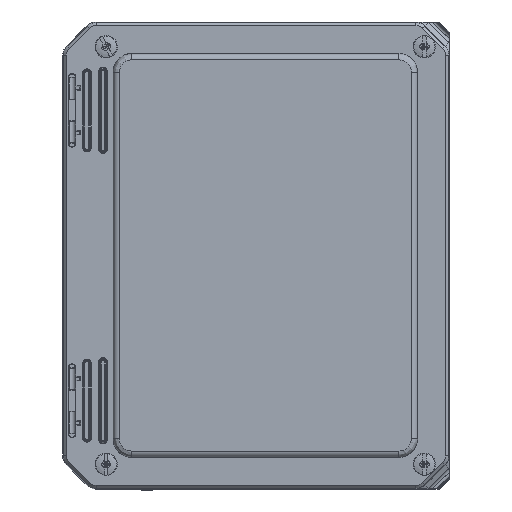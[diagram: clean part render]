
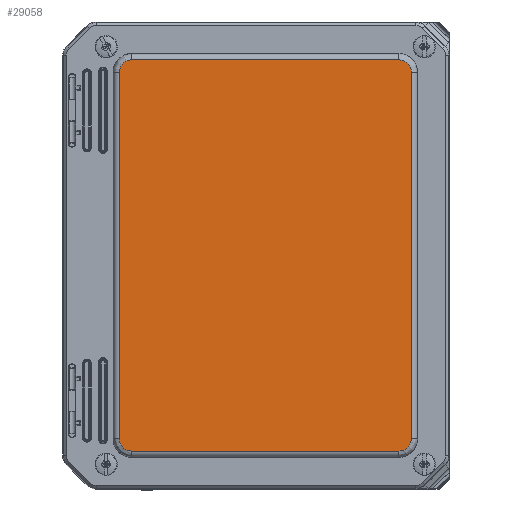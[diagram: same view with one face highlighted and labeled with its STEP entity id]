
A CAD part, top view. The second image highlights one B-rep face of the part: STEP entity #29058.
In plain terms, the highlighted face is planar.
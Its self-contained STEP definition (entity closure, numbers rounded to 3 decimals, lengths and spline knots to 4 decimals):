
#948=ELLIPSE('',#32438,0.2501,0.25);
#951=ELLIPSE('',#32442,0.2501,0.25);
#952=ELLIPSE('',#32448,0.2501,0.25);
#955=ELLIPSE('',#32452,0.2501,0.25);
#4178=LINE('',#70006,#6169);
#4180=LINE('',#70174,#6171);
#4183=LINE('',#70181,#6174);
#4185=LINE('',#70354,#6176);
#6169=VECTOR('',#40759,5.3847);
#6171=VECTOR('',#40779,7.3847);
#6174=VECTOR('',#40786,7.3847);
#6176=VECTOR('',#40802,5.3847);
#6865=PLANE('',#32458);
#8708=FACE_OUTER_BOUND('',#10611,.T.);
#10611=EDGE_LOOP('',(#26609,#26610,#26611,#26612,#26613,#26614,#26615,#26616));
#14266=VERTEX_POINT('',#70003);
#14267=VERTEX_POINT('',#70005);
#14270=VERTEX_POINT('',#70081);
#14271=VERTEX_POINT('',#70165);
#14274=VERTEX_POINT('',#70172);
#14275=VERTEX_POINT('',#70177);
#14278=VERTEX_POINT('',#70263);
#14279=VERTEX_POINT('',#70347);
#18411=EDGE_CURVE('',#14266,#14267,#4178,.T.);
#18415=EDGE_CURVE('',#14270,#14266,#948,.T.);
#18419=EDGE_CURVE('',#14267,#14271,#951,.T.);
#18421=EDGE_CURVE('',#14274,#14270,#4180,.T.);
#18425=EDGE_CURVE('',#14271,#14275,#4183,.T.);
#18427=EDGE_CURVE('',#14278,#14274,#952,.T.);
#18431=EDGE_CURVE('',#14275,#14279,#955,.T.);
#18433=EDGE_CURVE('',#14279,#14278,#4185,.T.);
#26609=ORIENTED_EDGE('',*,*,#18411,.F.);
#26610=ORIENTED_EDGE('',*,*,#18415,.F.);
#26611=ORIENTED_EDGE('',*,*,#18421,.F.);
#26612=ORIENTED_EDGE('',*,*,#18427,.F.);
#26613=ORIENTED_EDGE('',*,*,#18433,.F.);
#26614=ORIENTED_EDGE('',*,*,#18431,.F.);
#26615=ORIENTED_EDGE('',*,*,#18425,.F.);
#26616=ORIENTED_EDGE('',*,*,#18419,.F.);
#29058=ADVANCED_FACE('',(#8708),#6865,.F.);
#32438=AXIS2_PLACEMENT_3D('',#70083,#40765,#40766);
#32442=AXIS2_PLACEMENT_3D('',#70169,#40773,#40774);
#32448=AXIS2_PLACEMENT_3D('',#70265,#40789,#40790);
#32452=AXIS2_PLACEMENT_3D('',#70351,#40797,#40798);
#32458=AXIS2_PLACEMENT_3D('',#70364,#40816,#40817);
#40759=DIRECTION('',(1.,0.,0.));
#40765=DIRECTION('center_axis',(0.,0.,1.));
#40766=DIRECTION('ref_axis',(-0.707,-0.707,0.));
#40773=DIRECTION('center_axis',(0.,0.,1.));
#40774=DIRECTION('ref_axis',(0.707,-0.707,0.));
#40779=DIRECTION('',(0.,-1.,0.));
#40786=DIRECTION('',(0.,1.,0.));
#40789=DIRECTION('center_axis',(0.,0.,1.));
#40790=DIRECTION('ref_axis',(-0.707,0.707,0.));
#40797=DIRECTION('center_axis',(0.,0.,1.));
#40798=DIRECTION('ref_axis',(0.707,0.707,0.));
#40802=DIRECTION('',(-1.,0.,0.));
#40816=DIRECTION('center_axis',(0.,0.,1.));
#40817=DIRECTION('ref_axis',(1.,0.,0.));
#70003=CARTESIAN_POINT('',(-2.5048,-3.9423,0.));
#70005=CARTESIAN_POINT('',(2.8798,-3.9423,0.));
#70006=CARTESIAN_POINT('',(-2.5048,-3.9423,0.));
#70081=CARTESIAN_POINT('',(-2.7548,-3.6923,0.));
#70083=CARTESIAN_POINT('Origin',(-2.5048,-3.6923,0.));
#70165=CARTESIAN_POINT('',(3.1298,-3.6923,0.));
#70169=CARTESIAN_POINT('Origin',(2.8798,-3.6923,0.));
#70172=CARTESIAN_POINT('',(-2.7548,3.6923,0.));
#70174=CARTESIAN_POINT('',(-2.7548,3.6923,0.));
#70177=CARTESIAN_POINT('',(3.1298,3.6923,0.));
#70181=CARTESIAN_POINT('',(3.1298,-3.6923,0.));
#70263=CARTESIAN_POINT('',(-2.5048,3.9423,0.));
#70265=CARTESIAN_POINT('Origin',(-2.5048,3.6923,0.));
#70347=CARTESIAN_POINT('',(2.8798,3.9423,0.));
#70351=CARTESIAN_POINT('Origin',(2.8798,3.6923,0.));
#70354=CARTESIAN_POINT('',(2.8798,3.9423,0.));
#70364=CARTESIAN_POINT('Origin',(0.1875,0.,0.));
